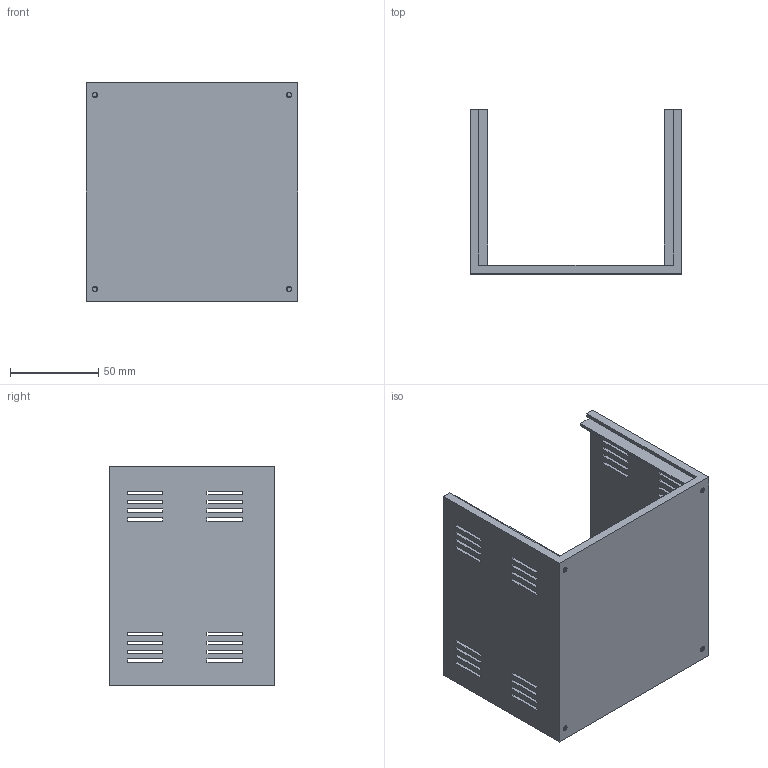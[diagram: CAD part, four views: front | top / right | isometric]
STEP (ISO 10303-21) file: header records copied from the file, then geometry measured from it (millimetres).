
FILE_DESCRIPTION(/* description */ (''),/* implementation_level */ '2;1');
FILE_NAME(/* name */ 'FSMCU_box_v1_base.step',/* time_stamp */ '2025-03-27T23:53:15+01:00',/* author */ (''),/* organization */ (''),/* preprocessor_version */ 'ST-DEVELOPER v20.1',/* originating_system */ 'Autodesk Translation Framework v14.4.0.0',/* authorisation */ '');
FILE_SCHEMA (('AUTOMOTIVE_DESIGN { 1 0 10303 214 3 1 1 }'));
Products named in the file (1): FSMCU_box_v1_making_drawings
Bounding box: 120 x 93 x 124 mm (x, y, z)
Volume: 104583.7 mm3; surface area: 86394.2 mm2
Topology: 1 solids, 1 shells, 666 faces, 1964 edges, 1308 vertices
Faces by surface type: cylinder 464, plane 186, bspline 16
Full cylindrical faces by diameter (mm): 2.529 x96, 3.086 x56
Entity records: 47974 total; most frequent: CARTESIAN_POINT 31975, ORIENTED_EDGE 3928, DIRECTION 2338, EDGE_CURVE 1964, VERTEX_POINT 1308, LINE 972, VECTOR 972, B_SPLINE_CURVE_WITH_KNOTS 960
